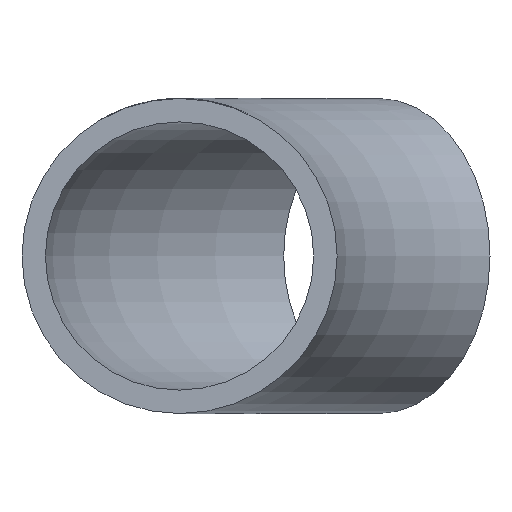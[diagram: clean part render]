
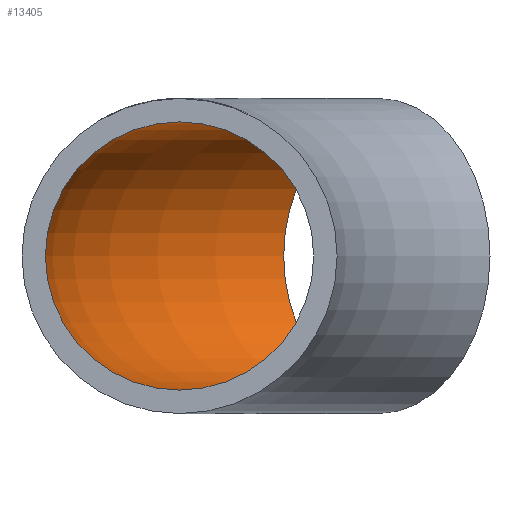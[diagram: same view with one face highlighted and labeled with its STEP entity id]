
A CAD part, front view. The second image highlights one B-rep face of the part: STEP entity #13405.
In plain terms, the highlighted toroidal (fillet/blend) face has major radius 58 mm and minor radius 11.45 mm.
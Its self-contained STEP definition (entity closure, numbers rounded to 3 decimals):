
#1445 = DIRECTION ( 'NONE',  ( -1., 0., 0. ) ) ;
#1815 = AXIS2_PLACEMENT_3D ( 'NONE', #5279, #14301, #9153 ) ;
#1869 = TOROIDAL_SURFACE ( 'NONE', #15576, 58., 11.45 ) ;
#2048 = VERTEX_POINT ( 'NONE', #15987 ) ;
#5279 = CARTESIAN_POINT ( 'NONE',  ( -41.012, 41.012, 0. ) ) ;
#6481 = FACE_OUTER_BOUND ( 'NONE', #14933, .T. ) ;
#6903 = CIRCLE ( 'NONE', #1815, 11.45 ) ;
#7179 = VERTEX_POINT ( 'NONE', #12037 ) ;
#7792 = CARTESIAN_POINT ( 'NONE',  ( -58., 0., 0. ) ) ;
#7829 = CARTESIAN_POINT ( 'NONE',  ( 0., 0., 0. ) ) ;
#7976 = ORIENTED_EDGE ( 'NONE', *, *, #13079, .T. ) ;
#8253 = EDGE_CURVE ( 'NONE', #2048, #2048, #10894, .T. ) ;
#9153 = DIRECTION ( 'NONE',  ( -0.707, 0.707, 0. ) ) ;
#9812 = AXIS2_PLACEMENT_3D ( 'NONE', #7792, #15680, #13178 ) ;
#10353 = FACE_OUTER_BOUND ( 'NONE', #13776, .T. ) ;
#10894 = CIRCLE ( 'NONE', #9812, 11.45 ) ;
#12037 = CARTESIAN_POINT ( 'NONE',  ( -49.109, 49.109, 0. ) ) ;
#12777 = ORIENTED_EDGE ( 'NONE', *, *, #8253, .F. ) ;
#12976 = DIRECTION ( 'NONE',  ( 0., 0., -1. ) ) ;
#13079 = EDGE_CURVE ( 'NONE', #7179, #7179, #6903, .T. ) ;
#13178 = DIRECTION ( 'NONE',  ( 0., 0., 1. ) ) ;
#13405 = ADVANCED_FACE ( 'NONE', ( #6481, #10353 ), #1869, .F. ) ;
#13776 = EDGE_LOOP ( 'NONE', ( #12777 ) ) ;
#14301 = DIRECTION ( 'NONE',  ( 0.707, 0.707, 0. ) ) ;
#14933 = EDGE_LOOP ( 'NONE', ( #7976 ) ) ;
#15576 = AXIS2_PLACEMENT_3D ( 'NONE', #7829, #12976, #1445 ) ;
#15680 = DIRECTION ( 'NONE',  ( 0., 1., 0. ) ) ;
#15987 = CARTESIAN_POINT ( 'NONE',  ( -58., 0., 11.45 ) ) ;
